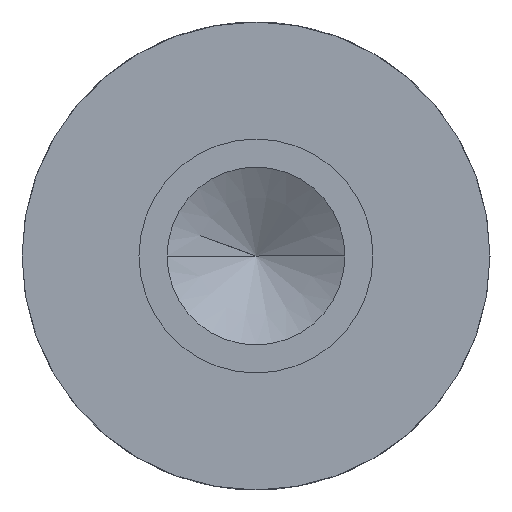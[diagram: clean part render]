
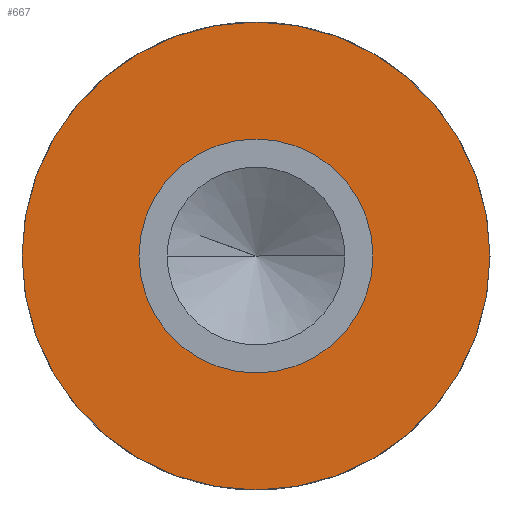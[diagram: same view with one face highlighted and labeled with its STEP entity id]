
A CAD part, left-side view. The second image highlights one B-rep face of the part: STEP entity #667.
In plain terms, the highlighted planar face has unit normal (-1, 0, 0).
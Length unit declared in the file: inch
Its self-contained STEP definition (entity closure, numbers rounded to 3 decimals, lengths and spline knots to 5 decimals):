
#280=CARTESIAN_POINT('',(0.0,-0.125,0.0));
#281=VERTEX_POINT('',#280);
#297=CARTESIAN_POINT('',(0.0,0.125,0.));
#298=VERTEX_POINT('',#297);
#305=CARTESIAN_POINT('',(0.0,0.0,0.0));
#306=DIRECTION('',(1.0,0.0,0.0));
#307=DIRECTION('',(0.0,-1.0,0.0));
#308=AXIS2_PLACEMENT_3D('',#305,#306,#307);
#309=CIRCLE('',#308,0.125);
#310=EDGE_CURVE('',#281,#298,#309,.T.);
#320=CARTESIAN_POINT('',(0.0,0.25,0.0));
#321=VERTEX_POINT('',#320);
#330=CARTESIAN_POINT('',(0.0,-0.25,0.));
#331=VERTEX_POINT('',#330);
#332=CARTESIAN_POINT('',(0.0,0.0,0.0));
#333=DIRECTION('',(1.0,0.0,0.0));
#334=DIRECTION('',(0.0,1.0,0.0));
#335=AXIS2_PLACEMENT_3D('',#332,#333,#334);
#336=CIRCLE('',#335,0.25);
#337=EDGE_CURVE('',#321,#331,#336,.T.);
#571=CARTESIAN_POINT('',(0.0,0.0,0.0));
#572=DIRECTION('',(1.0,0.0,0.0));
#573=DIRECTION('',(0.0,1.0,0.0));
#574=AXIS2_PLACEMENT_3D('',#571,#572,#573);
#575=CIRCLE('',#574,0.25);
#576=EDGE_CURVE('',#331,#321,#575,.T.);
#613=CARTESIAN_POINT('',(0.0,0.0,0.0));
#614=DIRECTION('',(1.0,0.0,0.0));
#615=DIRECTION('',(0.0,-1.0,0.0));
#616=AXIS2_PLACEMENT_3D('',#613,#614,#615);
#617=CIRCLE('',#616,0.125);
#618=EDGE_CURVE('',#298,#281,#617,.T.);
#654=CARTESIAN_POINT('',(0.0,0.125,0.0));
#655=DIRECTION('',(-1.0,0.0,0.0));
#656=DIRECTION('',(0.0,0.0,1.0));
#657=AXIS2_PLACEMENT_3D('',#654,#655,#656);
#658=PLANE('',#657);
#659=ORIENTED_EDGE('',*,*,#337,.F.);
#660=ORIENTED_EDGE('',*,*,#576,.F.);
#661=EDGE_LOOP('',(#659,#660));
#662=FACE_OUTER_BOUND('',#661,.T.);
#663=ORIENTED_EDGE('',*,*,#310,.T.);
#664=ORIENTED_EDGE('',*,*,#618,.T.);
#665=EDGE_LOOP('',(#663,#664));
#666=FACE_BOUND('',#665,.T.);
#667=ADVANCED_FACE('',(#662,#666),#658,.T.);
